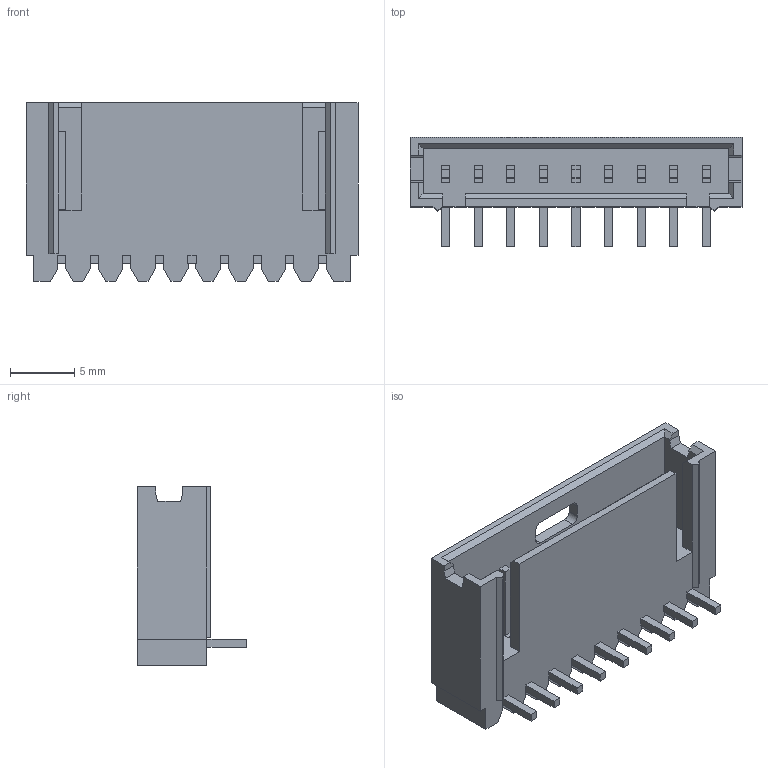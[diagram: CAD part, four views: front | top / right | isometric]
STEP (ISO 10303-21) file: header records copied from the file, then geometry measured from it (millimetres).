
FILE_DESCRIPTION((''),'2;1');
FILE_NAME('C-5-103361-7','2009-08-07T',('workeradm'),(''),'PRO/ENGINEER BY PARAMETRIC TECHNOLOGY CORPORATION, 2008380','PRO/ENGINEER BY PARAMETRIC TECHNOLOGY CORPORATION, 2008380','');
FILE_SCHEMA(('AUTOMOTIVE_DESIGN { 1 0 10303 214 1 1 1 1 }'));
Length unit declared in the file: millimetre
Products named in the file (1): C-5-103361-7
Bounding box: 25.91 x 8.55 x 13.94 mm (x, y, z)
Volume: 1153.8 mm3; surface area: 1878.9 mm2
Topology: 1 solids, 1 shells, 245 faces, 696 edges, 462 vertices
Faces by surface type: plane 232, cylinder 13
Entity records: 7852 total; most frequent: CARTESIAN_POINT 1404, ORIENTED_EDGE 1392, DIRECTION 1212, EDGE_CURVE 696, VECTOR 670, LINE 670, VERTEX_POINT 462, AXIS2_PLACEMENT_3D 271
